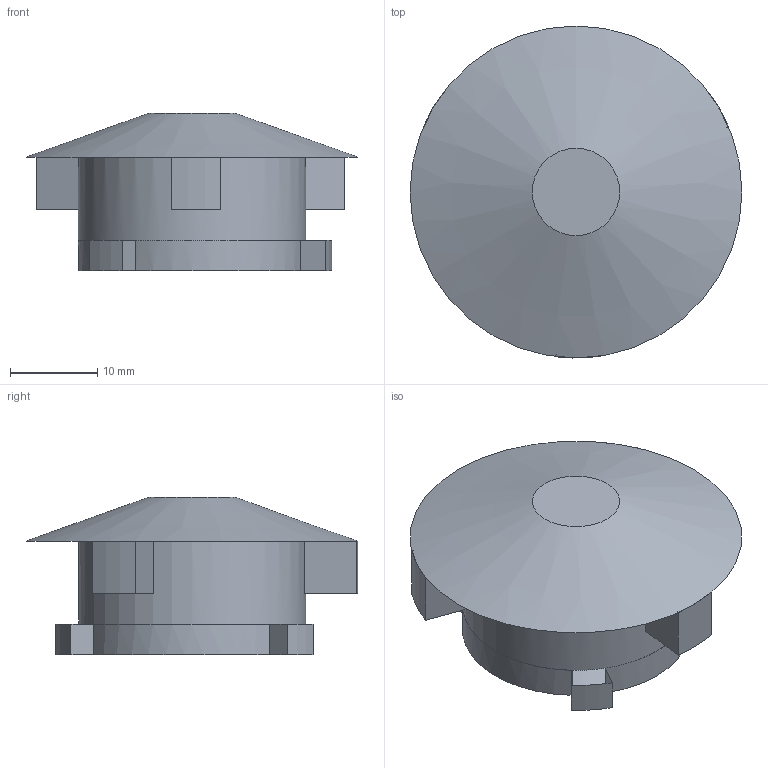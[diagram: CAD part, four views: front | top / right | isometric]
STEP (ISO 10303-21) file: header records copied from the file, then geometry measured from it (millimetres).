
FILE_DESCRIPTION(/* description */ (''),/* implementation_level */ '2;1');
FILE_NAME(/* name */ 'Safety Cap.step',/* time_stamp */ '2025-07-20T19:49:41+02:00',/* author */ (''),/* organization */ (''),/* preprocessor_version */ 'ST-DEVELOPER v20.1',/* originating_system */ 'Autodesk Translation Framework v14.10.0.0',/* authorisation */ '');
FILE_SCHEMA (('AUTOMOTIVE_DESIGN { 1 0 10303 214 3 1 1 }'));
Length unit declared in the file: millimetre
Products named in the file (1): V1
Bounding box: 38 x 38 x 18 mm (x, y, z)
Volume: 9024.6 mm3; surface area: 4226.3 mm2
Topology: 4 solids, 4 shells, 47 faces, 99 edges, 61 vertices
Faces by surface type: plane 30, cylinder 15, cone 2
Full cylindrical faces by diameter (mm): 11 x2, 26 x1
Entity records: 1287 total; most frequent: DIRECTION 239, CARTESIAN_POINT 208, ORIENTED_EDGE 198, EDGE_CURVE 99, AXIS2_PLACEMENT_3D 92, VERTEX_POINT 61, LINE 55, VECTOR 55
